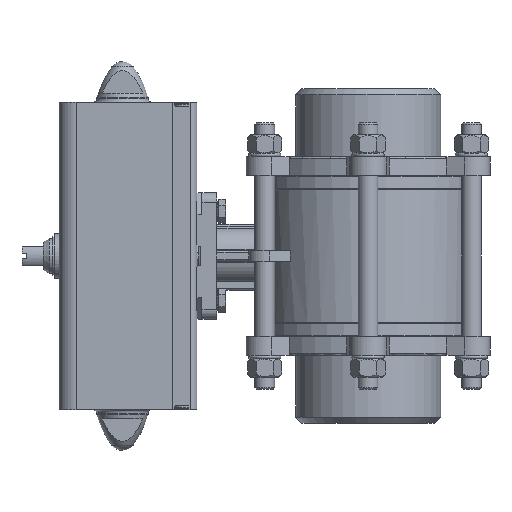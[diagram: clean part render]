
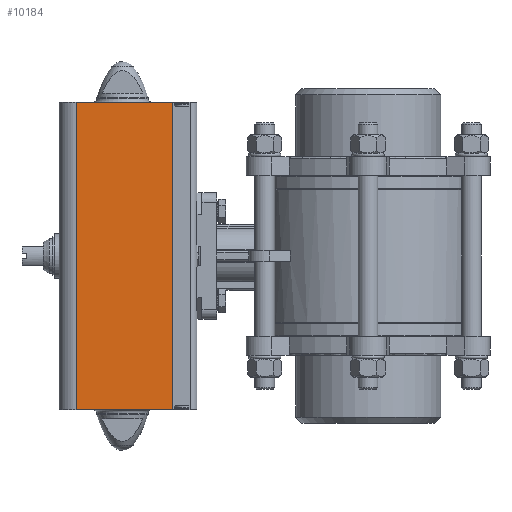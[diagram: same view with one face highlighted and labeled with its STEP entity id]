
A CAD part, left-side view. The second image highlights one B-rep face of the part: STEP entity #10184.
In plain terms, the highlighted planar face has unit normal (-1, 0, 0).
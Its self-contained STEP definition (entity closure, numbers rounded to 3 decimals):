
#2866=ORIENTED_EDGE('',*,*,#4715,.T.);
#2867=ORIENTED_EDGE('',*,*,#4716,.F.);
#2868=ORIENTED_EDGE('',*,*,#4717,.F.);
#2869=ORIENTED_EDGE('',*,*,#4718,.T.);
#4715=EDGE_CURVE('',#5824,#5825,#6555,.T.);
#4716=EDGE_CURVE('',#5826,#5825,#6556,.T.);
#4717=EDGE_CURVE('',#5827,#5826,#6557,.T.);
#4718=EDGE_CURVE('',#5827,#5824,#6558,.T.);
#5824=VERTEX_POINT('',#17874);
#5825=VERTEX_POINT('',#17875);
#5826=VERTEX_POINT('',#17877);
#5827=VERTEX_POINT('',#17879);
#6555=LINE('',#17873,#7245);
#6556=LINE('',#17876,#7246);
#6557=LINE('',#17878,#7247);
#6558=LINE('',#17880,#7248);
#7245=VECTOR('',#13460,1000.);
#7246=VECTOR('',#13461,1000.);
#7247=VECTOR('',#13462,1000.);
#7248=VECTOR('',#13463,1000.);
#8121=EDGE_LOOP('',(#2866,#2867,#2868,#2869));
#9064=FACE_BOUND('',#8121,.T.);
#9645=PLANE('',#11207);
#10184=ADVANCED_FACE('',(#9064),#9645,.F.);
#11207=AXIS2_PLACEMENT_3D('',#17872,#13458,#13459);
#13458=DIRECTION('',(1.,0.,0.));
#13459=DIRECTION('',(0.,0.,-1.));
#13460=DIRECTION('',(0.,-1.,0.));
#13461=DIRECTION('',(0.,0.,-1.));
#13462=DIRECTION('',(0.,-1.,0.));
#13463=DIRECTION('',(0.,0.,-1.));
#17872=CARTESIAN_POINT('',(-51.,37.112,123.95));
#17873=CARTESIAN_POINT('',(-51.,37.112,-123.95));
#17874=CARTESIAN_POINT('',(-51.,37.112,-123.95));
#17875=CARTESIAN_POINT('',(-51.,-40.382,-123.95));
#17876=CARTESIAN_POINT('',(-51.,-40.382,123.95));
#17877=CARTESIAN_POINT('',(-51.,-40.382,123.95));
#17878=CARTESIAN_POINT('',(-51.,37.112,123.95));
#17879=CARTESIAN_POINT('',(-51.,37.112,123.95));
#17880=CARTESIAN_POINT('',(-51.,37.112,123.95));
